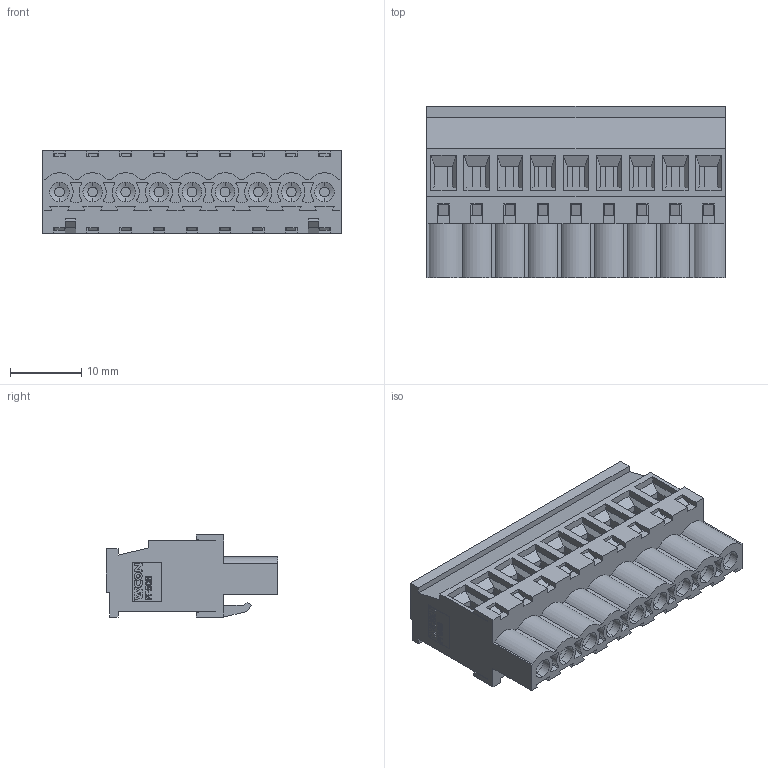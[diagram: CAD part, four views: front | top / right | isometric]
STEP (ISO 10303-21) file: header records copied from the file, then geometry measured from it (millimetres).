
FILE_DESCRIPTION( ('This file contains a STEP AP42 implementation' ,'as created by ZW3D STEP Interface translator.') ,'2;1' );
FILE_NAME( 'PF508-A09ASMN1.stp' ,'231128.135326', (''), ('ZWCAD Software Co.'), 'Version 1.0', 'ZW3D to STEP translator', '' );
FILE_SCHEMA(('AUTOMOTIVE_DESIGN { 1 0 10303 214 1 1 1 1 }'));
Length unit declared in the file: millimetre
Products named in the file (2): 0; PF508-A09ASMN1
Bounding box: 41.86 x 24.08 x 11.54 mm (x, y, z)
Volume: 4198.5 mm3; surface area: 9351.7 mm2
Topology: 1 solids, 10 shells, 1254 faces, 3336 edges, 2124 vertices
Faces by surface type: plane 890, cylinder 233, cone 90, bspline 41
Full cylindrical faces by diameter (mm): 0.514 x1, 1.099 x1
Entity records: 40609 total; most frequent: CARTESIAN_POINT 7976, ORIENTED_EDGE 6654, DIRECTION 6184, EDGE_CURVE 3336, VECTOR 2788, LINE 2788, VERTEX_POINT 2124, AXIS2_PLACEMENT_3D 1698
